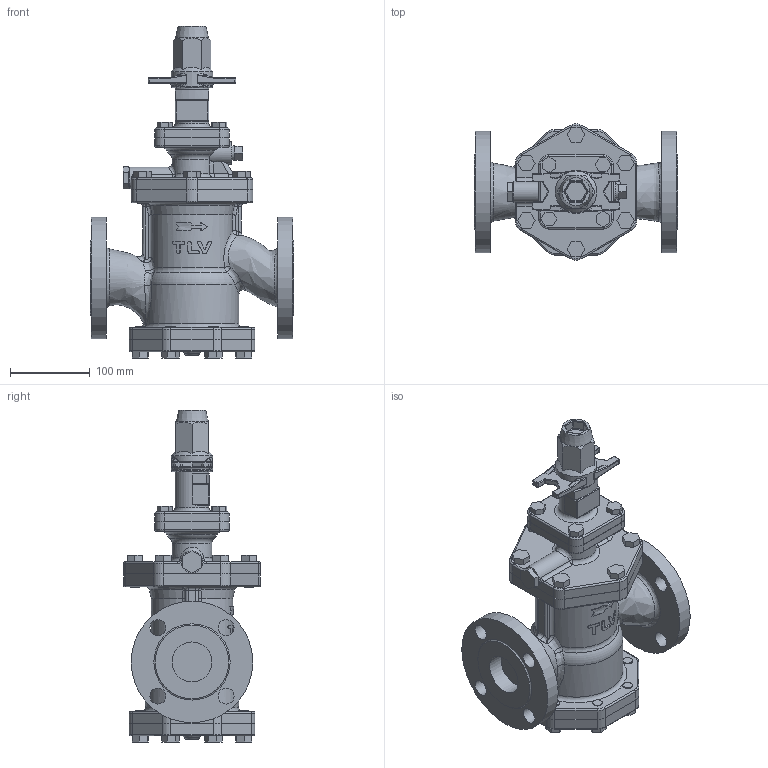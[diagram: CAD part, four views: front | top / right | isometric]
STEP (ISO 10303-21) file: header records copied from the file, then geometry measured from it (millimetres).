
FILE_DESCRIPTION(/* description */ (''),/* implementation_level */ '2;1');
FILE_NAME(/* name */ 'csr16-050-a0150-00.stp',/* time_stamp */ '2018-01-30T16:15:34+09:00',/* author */ ('nakaot'),/* organization */ (''),/* preprocessor_version */ 'ST-DEVELOPER v15.6',/* originating_system */ 'Autodesk Inventor 2015',/* authorisation */ '');
FILE_SCHEMA (('CONFIG_CONTROL_DESIGN'));
Length unit declared in the file: millimetre
Products named in the file (1): csr16-050-a0150-00
Bounding box: 255 x 171.16 x 415.1 mm (x, y, z)
Volume: 4255551.7 mm3; surface area: 389377 mm2
Topology: 1 solids, 1 shells, 717 faces, 1705 edges, 1043 vertices
Faces by surface type: plane 291, cylinder 221, bspline 108, torus 70, sphere 16, cone 11
Full cylindrical faces by diameter (mm): 12 x14, 20 x9, 27 x1, 28 x1, 42 x1, 46.935 x1, 50 x2, 52 x1, 80.898 x1, 95.489 x1, 152 x2
Entity records: 24362 total; most frequent: CARTESIAN_POINT 8399, ORIENTED_EDGE 3280, DIRECTION 3244, EDGE_CURVE 1640, AXIS2_PLACEMENT_3D 1208, VERTEX_POINT 1029, EDGE_LOOP 835, LINE 828
